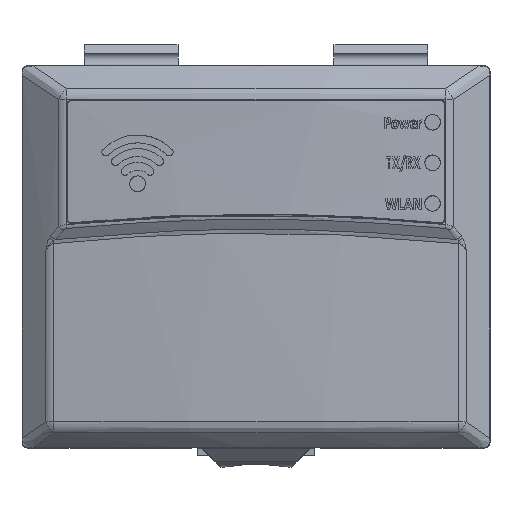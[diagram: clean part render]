
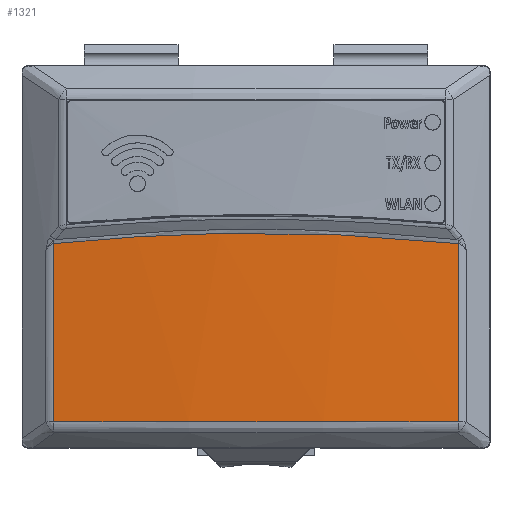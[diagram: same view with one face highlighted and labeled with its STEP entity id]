
A CAD part, top view. The second image highlights one B-rep face of the part: STEP entity #1321.
In plain terms, the highlighted cylindrical face has radius 250 mm (diameter 500 mm), a partial arc.
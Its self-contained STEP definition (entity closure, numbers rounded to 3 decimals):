
#354=FACE_OUTER_BOUND('',#1899,.T.);
#734=LINE('',#8118,#992);
#735=LINE('',#8126,#993);
#992=VECTOR('',#6641,1.);
#993=VECTOR('',#6642,1.);
#1321=ADVANCED_FACE('',(#354),#1671,.T.);
#1671=CYLINDRICAL_SURFACE('',#6253,250.);
#1899=EDGE_LOOP('',(#2373,#2374,#2375,#2376));
#2373=ORIENTED_EDGE('',*,*,#4754,.T.);
#2374=ORIENTED_EDGE('',*,*,#4755,.T.);
#2375=ORIENTED_EDGE('',*,*,#4756,.T.);
#2376=ORIENTED_EDGE('',*,*,#4757,.T.);
#4162=VERTEX_POINT('',#8119);
#4163=VERTEX_POINT('',#8120);
#4164=VERTEX_POINT('',#8125);
#4165=VERTEX_POINT('',#8127);
#4754=EDGE_CURVE('',#4162,#4163,#734,.T.);
#4755=EDGE_CURVE('',#4163,#4164,#5596,.T.);
#4756=EDGE_CURVE('',#4164,#4165,#735,.T.);
#4757=EDGE_CURVE('',#4165,#4162,#5597,.T.);
#5596=B_SPLINE_CURVE_WITH_KNOTS('',3,(#8121,#8122,#8123,#8124),
 .UNSPECIFIED.,.F.,.F.,(4,4),(0.,1.),.UNSPECIFIED.);
#5597=B_SPLINE_CURVE_WITH_KNOTS('',3,(#8128,#8129,#8130,#8131),
 .UNSPECIFIED.,.F.,.F.,(4,4),(0.,1.),.UNSPECIFIED.);
#6253=AXIS2_PLACEMENT_3D('',#8132,#6643,#6644);
#6641=DIRECTION('',(0.,1.,0.));
#6642=DIRECTION('',(0.,-1.,0.));
#6643=DIRECTION('',(0.,-1.,0.));
#6644=DIRECTION('',(0.,0.,-1.));
#8118=CARTESIAN_POINT('',(25.938,249.304,12.361));
#8119=CARTESIAN_POINT('',(25.938,-44.107,12.361));
#8120=CARTESIAN_POINT('',(25.938,-21.258,12.361));
#8121=CARTESIAN_POINT('',(25.938,-21.258,12.361));
#8122=CARTESIAN_POINT('',(8.739,-19.461,14.155));
#8123=CARTESIAN_POINT('',(-8.739,-19.461,14.155));
#8124=CARTESIAN_POINT('',(-25.938,-21.258,12.361));
#8125=CARTESIAN_POINT('',(-25.938,-21.258,12.361));
#8126=CARTESIAN_POINT('',(-25.938,249.304,12.361));
#8127=CARTESIAN_POINT('',(-25.938,-44.107,12.361));
#8128=CARTESIAN_POINT('',(-25.938,-44.107,12.361));
#8129=CARTESIAN_POINT('',(-8.646,-44.121,14.165));
#8130=CARTESIAN_POINT('',(8.646,-44.121,14.165));
#8131=CARTESIAN_POINT('',(25.938,-44.107,12.361));
#8132=CARTESIAN_POINT('',(0.,249.304,-236.29));
